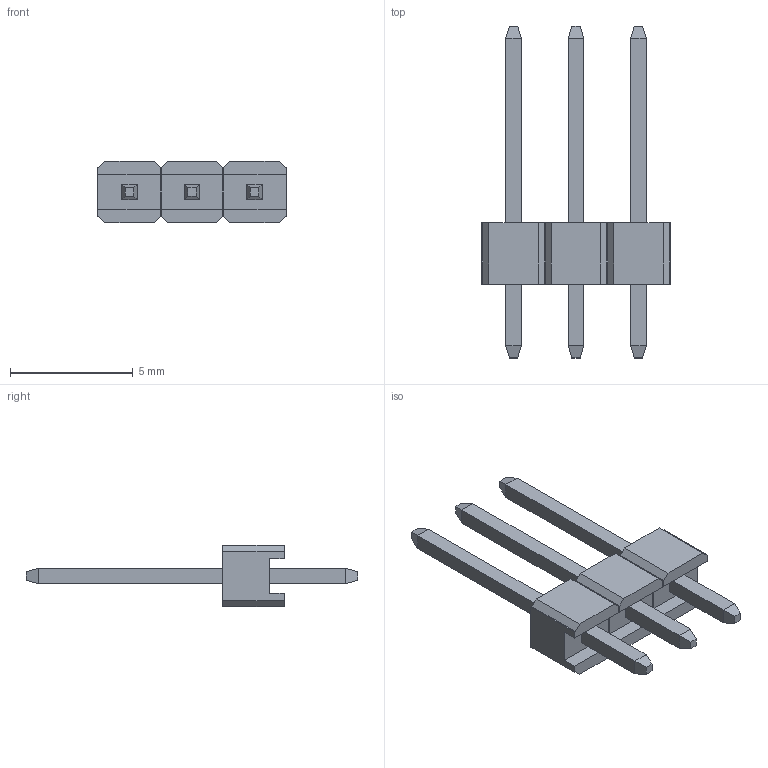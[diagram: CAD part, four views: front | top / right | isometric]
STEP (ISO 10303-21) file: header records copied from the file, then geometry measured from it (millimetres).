
FILE_DESCRIPTION (( 'STEP AP203' ), '1' );
FILE_NAME ('PLS-3_8mm.STEP', '2022-07-07T18:04:47', ( '' ), ( '' ), 'SwSTEP 2.0', 'SolidWorks 2020', '' );
FILE_SCHEMA (( 'CONFIG_CONTROL_DESIGN' ));
Length unit declared in the file: millimetre
Products named in the file (1): PLS-3_8mm
Bounding box: 7.68 x 13.5 x 2.5 mm (x, y, z)
Volume: 54.7 mm3; surface area: 200.2 mm2
Topology: 3 solids, 3 shells, 108 faces, 264 edges, 168 vertices
Faces by surface type: plane 108
Entity records: 3149 total; most frequent: CARTESIAN_POINT 541, ORIENTED_EDGE 528, DIRECTION 482, EDGE_CURVE 264, LINE 264, VECTOR 264, VERTEX_POINT 168, EDGE_LOOP 114
